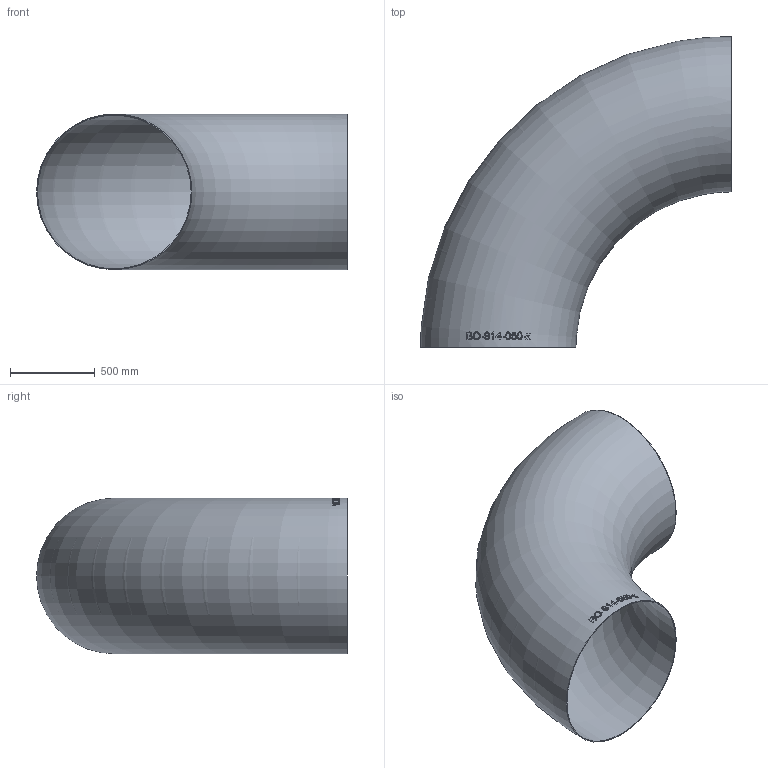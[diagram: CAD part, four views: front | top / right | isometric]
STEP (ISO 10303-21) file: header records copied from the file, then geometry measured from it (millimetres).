
FILE_DESCRIPTION (( 'STEP AP214' ), '1' );
FILE_NAME ('BO-914-050-x Bogen 2005.STEP', '2020-05-01T11:09:30', ( '' ), ( '' ), 'SwSTEP 2.0', 'SolidWorks 2019', '' );
FILE_SCHEMA (( 'AUTOMOTIVE_DESIGN' ));
Length unit declared in the file: millimetre
Products named in the file (1): BO-914-050-x Bogen 2005
Bounding box: 1829.2 x 1829.2 x 914.4 mm (x, y, z)
Volume: 30785591.9 mm3; surface area: 12342921 mm2
Topology: 1 solids, 1 shells, 148 faces, 385 edges, 257 vertices
Faces by surface type: bspline 125, torus 21, plane 2
Entity records: 38538 total; most frequent: CARTESIAN_POINT 34501, ORIENTED_EDGE 758, EDGE_CURVE 379, B_SPLINE_CURVE_WITH_KNOTS 375, VERTEX_POINT 254, EDGE_LOOP 171, FACE_OUTER_BOUND 150, ADVANCED_FACE 148
